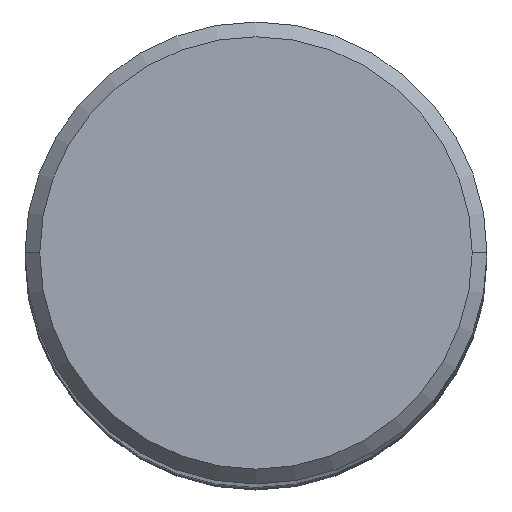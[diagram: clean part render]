
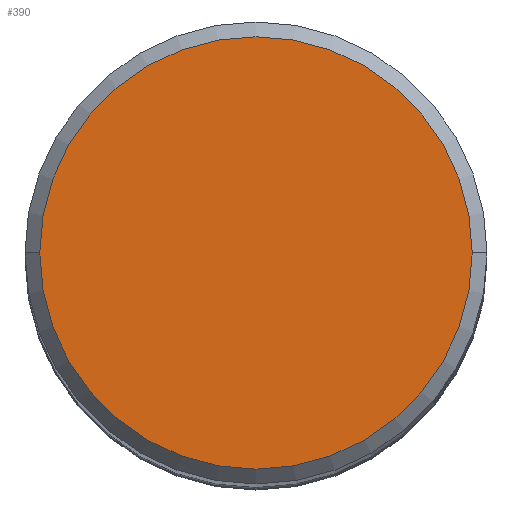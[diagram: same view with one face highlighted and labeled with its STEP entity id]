
A CAD part, top view. The second image highlights one B-rep face of the part: STEP entity #390.
In plain terms, the highlighted planar face has unit normal (0, 0, 1).
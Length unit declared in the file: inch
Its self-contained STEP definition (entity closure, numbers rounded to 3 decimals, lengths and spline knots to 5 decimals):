
#18 = VERTEX_POINT ( 'NONE', #423 ) ;
#68 = EDGE_CURVE ( 'NONE', #93, #18, #215, .T. ) ;
#93 = VERTEX_POINT ( 'NONE', #426 ) ;
#106 = DIRECTION ( 'NONE',  ( 1., 0., 0. ) ) ;
#167 = EDGE_LOOP ( 'NONE', ( #505, #273 ) ) ;
#178 = AXIS2_PLACEMENT_3D ( 'NONE', #365, #320, #106 ) ;
#211 = DIRECTION ( 'NONE',  ( -1., 0., 0. ) ) ;
#215 = CIRCLE ( 'NONE', #360, 0.2925 ) ;
#217 = AXIS2_PLACEMENT_3D ( 'NONE', #290, #410, #283 ) ;
#264 = DIRECTION ( 'NONE',  ( 0., 0., -1. ) ) ;
#273 = ORIENTED_EDGE ( 'NONE', *, *, #68, .F. ) ;
#283 = DIRECTION ( 'NONE',  ( -1., 0., 0. ) ) ;
#290 = CARTESIAN_POINT ( 'NONE',  ( 0., 0., 0. ) ) ;
#320 = DIRECTION ( 'NONE',  ( 0., 0., 1. ) ) ;
#329 = PLANE ( 'NONE',  #178 ) ;
#360 = AXIS2_PLACEMENT_3D ( 'NONE', #458, #264, #211 ) ;
#365 = CARTESIAN_POINT ( 'NONE',  ( 0., 0.2925, 0. ) ) ;
#390 = ADVANCED_FACE ( 'NONE', ( #483 ), #329, .T. ) ;
#410 = DIRECTION ( 'NONE',  ( 0., 0., -1. ) ) ;
#423 = CARTESIAN_POINT ( 'NONE',  ( -0.2925, 0., 0. ) ) ;
#426 = CARTESIAN_POINT ( 'NONE',  ( 0.2925, 0., 0. ) ) ;
#443 = EDGE_CURVE ( 'NONE', #18, #93, #451, .T. ) ;
#451 = CIRCLE ( 'NONE', #217, 0.2925 ) ;
#458 = CARTESIAN_POINT ( 'NONE',  ( 0., 0., 0. ) ) ;
#483 = FACE_OUTER_BOUND ( 'NONE', #167, .T. ) ;
#505 = ORIENTED_EDGE ( 'NONE', *, *, #443, .F. ) ;
